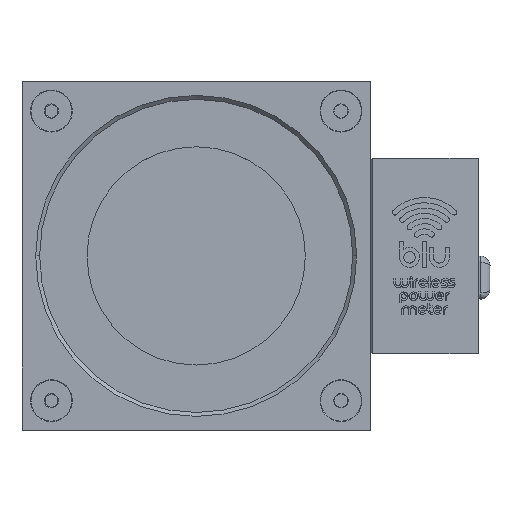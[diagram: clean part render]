
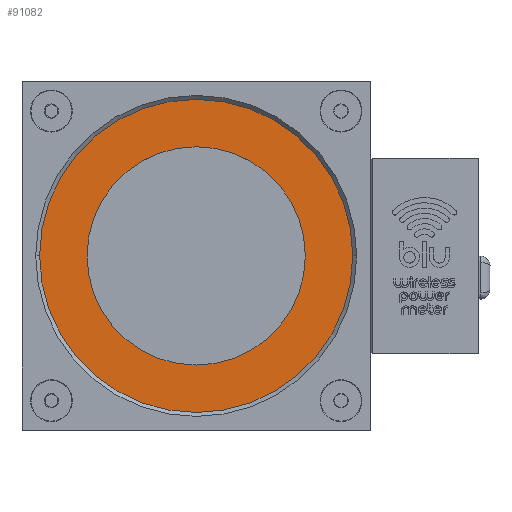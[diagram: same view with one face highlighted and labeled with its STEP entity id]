
A CAD part, top view. The second image highlights one B-rep face of the part: STEP entity #91082.
In plain terms, the highlighted planar face has unit normal (0, 0, 1).
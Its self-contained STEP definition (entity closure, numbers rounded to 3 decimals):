
#3403 = ORIENTED_EDGE ( 'NONE', *, *, #29653, .T. ) ;
#3726 = EDGE_CURVE ( 'NONE', #35549, #89870, #40576, .T. ) ;
#7542 = DIRECTION ( 'NONE',  ( 0., 0., 1. ) ) ;
#14392 = CARTESIAN_POINT ( 'NONE',  ( -15.651, 38.489, 16.087 ) ) ;
#15255 = EDGE_LOOP ( 'NONE', ( #3403, #31917 ) ) ;
#16550 = CIRCLE ( 'NONE', #47834, 40. ) ;
#18498 = ORIENTED_EDGE ( 'NONE', *, *, #3726, .F. ) ;
#19754 = CARTESIAN_POINT ( 'NONE',  ( -15.651, 38.489, 16.087 ) ) ;
#20716 = DIRECTION ( 'NONE',  ( 0., 0., 1. ) ) ;
#21977 = EDGE_LOOP ( 'NONE', ( #45833, #18498 ) ) ;
#23626 = DIRECTION ( 'NONE',  ( 1., 0., 0. ) ) ;
#24162 = EDGE_CURVE ( 'NONE', #89870, #35549, #66852, .T. ) ;
#29653 = EDGE_CURVE ( 'NONE', #69335, #60822, #51645, .T. ) ;
#30470 = CARTESIAN_POINT ( 'NONE',  ( -15.651, 38.489, 16.087 ) ) ;
#31143 = EDGE_CURVE ( 'NONE', #60822, #69335, #16550, .T. ) ;
#31917 = ORIENTED_EDGE ( 'NONE', *, *, #31143, .T. ) ;
#34588 = CARTESIAN_POINT ( 'NONE',  ( 12.239, 38.489, 16.087 ) ) ;
#35549 = VERTEX_POINT ( 'NONE', #34588 ) ;
#37927 = DIRECTION ( 'NONE',  ( 0., 0., 1. ) ) ;
#40305 = CARTESIAN_POINT ( 'NONE',  ( -15.651, 38.489, 16.087 ) ) ;
#40543 = CARTESIAN_POINT ( 'NONE',  ( 24.349, 38.489, 16.087 ) ) ;
#40576 = CIRCLE ( 'NONE', #48273, 27.89 ) ;
#40626 = DIRECTION ( 'NONE',  ( 0., 0., 1. ) ) ;
#42304 = DIRECTION ( 'NONE',  ( 1., 0., 0. ) ) ;
#45681 = AXIS2_PLACEMENT_3D ( 'NONE', #14392, #7542, #89989 ) ;
#45833 = ORIENTED_EDGE ( 'NONE', *, *, #24162, .F. ) ;
#46907 = DIRECTION ( 'NONE',  ( 1., 0., 0. ) ) ;
#47363 = FACE_OUTER_BOUND ( 'NONE', #15255, .T. ) ;
#47834 = AXIS2_PLACEMENT_3D ( 'NONE', #40305, #40626, #70726 ) ;
#48273 = AXIS2_PLACEMENT_3D ( 'NONE', #75741, #90489, #46907 ) ;
#51645 = CIRCLE ( 'NONE', #62712, 40. ) ;
#59578 = AXIS2_PLACEMENT_3D ( 'NONE', #19754, #20716, #42304 ) ;
#60822 = VERTEX_POINT ( 'NONE', #65102 ) ;
#62712 = AXIS2_PLACEMENT_3D ( 'NONE', #30470, #37927, #23626 ) ;
#65102 = CARTESIAN_POINT ( 'NONE',  ( -55.651, 38.489, 16.087 ) ) ;
#66852 = CIRCLE ( 'NONE', #59578, 27.89 ) ;
#66919 = CARTESIAN_POINT ( 'NONE',  ( -43.541, 38.489, 16.087 ) ) ;
#69335 = VERTEX_POINT ( 'NONE', #40543 ) ;
#70726 = DIRECTION ( 'NONE',  ( 1., 0., 0. ) ) ;
#71956 = FACE_BOUND ( 'NONE', #21977, .T. ) ;
#75741 = CARTESIAN_POINT ( 'NONE',  ( -15.651, 38.489, 16.087 ) ) ;
#82767 = PLANE ( 'NONE',  #45681 ) ;
#89870 = VERTEX_POINT ( 'NONE', #66919 ) ;
#89989 = DIRECTION ( 'NONE',  ( 1., 0., 0. ) ) ;
#90489 = DIRECTION ( 'NONE',  ( 0., 0., 1. ) ) ;
#91082 = ADVANCED_FACE ( 'NONE', ( #71956, #47363 ), #82767, .T. ) ;
